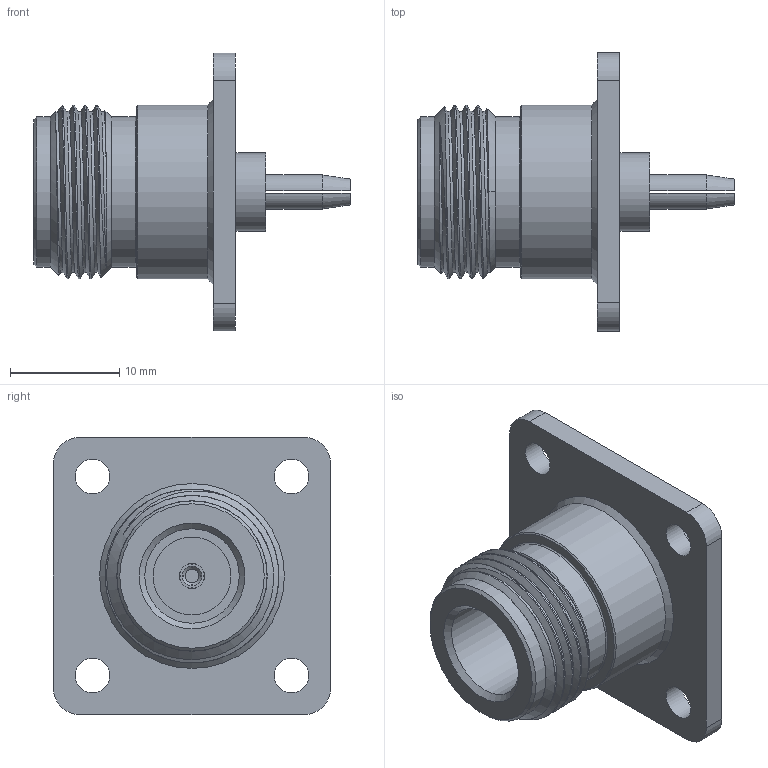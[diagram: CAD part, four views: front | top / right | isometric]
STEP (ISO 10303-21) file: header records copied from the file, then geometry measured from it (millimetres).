
FILE_DESCRIPTION (( 'STEP AP203' ), '1' );
FILE_NAME ('PE44722.step', '2019-11-25T21:57:39', ( '' ), ( '' ), 'SwSTEP 2.0', 'SolidWorks 2018', '' );
FILE_SCHEMA (( 'CONFIG_CONTROL_DESIGN' ));
Length unit declared in the file: inch
Products named in the file (1): PE44722
Bounding box: 28.93 x 25.4 x 25.4 mm (x, y, z)
Volume: 3721.1 mm3; surface area: 3015.3 mm2
Topology: 1 solids, 1 shells, 93 faces, 233 edges, 152 vertices
Faces by surface type: plane 40, cylinder 34, cone 15, bspline 4
Full cylindrical faces by diameter (mm): 1.27 x1, 2.286 x1, 3.175 x4, 7.112 x1, 7.137 x1, 8.636 x1, 9.677 x1, 13.716 x2, 15.875 x1
Entity records: 4159 total; most frequent: CARTESIAN_POINT 2030, ORIENTED_EDGE 418, DIRECTION 404, EDGE_CURVE 209, AXIS2_PLACEMENT_3D 165, VERTEX_POINT 147, EDGE_LOOP 130, FACE_OUTER_BOUND 107
